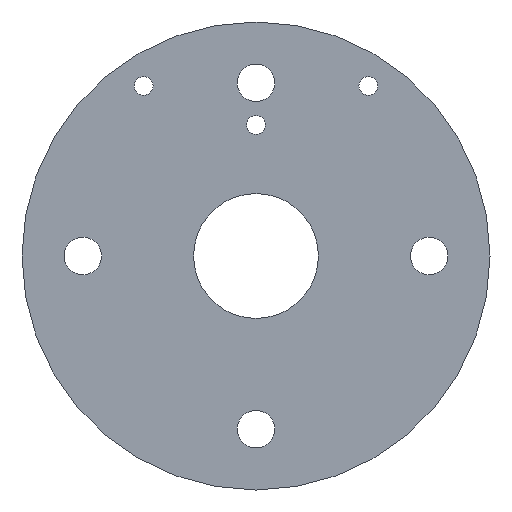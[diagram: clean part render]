
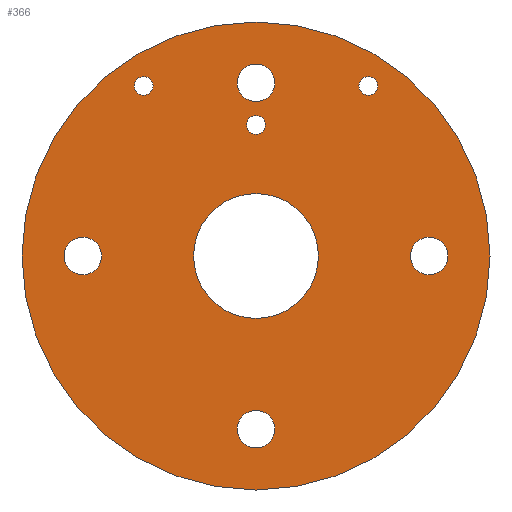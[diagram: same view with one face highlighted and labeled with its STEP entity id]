
A CAD part, front view. The second image highlights one B-rep face of the part: STEP entity #366.
In plain terms, the highlighted planar face has unit normal (0, -1, 0).
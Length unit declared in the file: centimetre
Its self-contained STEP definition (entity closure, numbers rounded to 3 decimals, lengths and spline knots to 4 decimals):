
#105=PLANE('',#411);
#114=VERTEX_POINT('',#502);
#117=VERTEX_POINT('',#510);
#120=VERTEX_POINT('',#518);
#130=VERTEX_POINT('',#542);
#132=VERTEX_POINT('',#548);
#134=VERTEX_POINT('',#554);
#136=VERTEX_POINT('',#560);
#138=VERTEX_POINT('',#566);
#139=VERTEX_POINT('',#569);
#140=CIRCLE('',#368,0.3);
#143=CIRCLE('',#373,0.3);
#146=CIRCLE('',#378,0.3);
#156=CIRCLE('',#392,0.6);
#158=CIRCLE('',#396,2.);
#160=CIRCLE('',#400,0.6);
#162=CIRCLE('',#404,0.6);
#164=CIRCLE('',#408,0.6);
#165=CIRCLE('',#410,7.5);
#166=EDGE_CURVE('',#114,#114,#140,.T.);
#169=EDGE_CURVE('',#117,#117,#143,.T.);
#172=EDGE_CURVE('',#120,#120,#146,.T.);
#182=EDGE_CURVE('',#130,#130,#156,.T.);
#184=EDGE_CURVE('',#132,#132,#158,.T.);
#186=EDGE_CURVE('',#134,#134,#160,.T.);
#188=EDGE_CURVE('',#136,#136,#162,.T.);
#190=EDGE_CURVE('',#138,#138,#164,.T.);
#191=EDGE_CURVE('',#139,#139,#165,.T.);
#235=ORIENTED_EDGE('',*,*,#166,.T.);
#236=ORIENTED_EDGE('',*,*,#169,.T.);
#237=ORIENTED_EDGE('',*,*,#172,.T.);
#238=ORIENTED_EDGE('',*,*,#188,.T.);
#239=ORIENTED_EDGE('',*,*,#184,.T.);
#240=ORIENTED_EDGE('',*,*,#182,.T.);
#241=ORIENTED_EDGE('',*,*,#190,.T.);
#242=ORIENTED_EDGE('',*,*,#186,.T.);
#243=ORIENTED_EDGE('',*,*,#191,.F.);
#287=EDGE_LOOP('',(#235));
#288=EDGE_LOOP('',(#236));
#289=EDGE_LOOP('',(#237));
#290=EDGE_LOOP('',(#238));
#291=EDGE_LOOP('',(#239));
#292=EDGE_LOOP('',(#240));
#293=EDGE_LOOP('',(#241));
#294=EDGE_LOOP('',(#242));
#295=EDGE_LOOP('',(#243));
#339=FACE_BOUND('',#287,.T.);
#340=FACE_BOUND('',#288,.T.);
#341=FACE_BOUND('',#289,.T.);
#342=FACE_BOUND('',#290,.T.);
#343=FACE_BOUND('',#291,.T.);
#344=FACE_BOUND('',#292,.T.);
#345=FACE_BOUND('',#293,.T.);
#346=FACE_BOUND('',#294,.T.);
#347=FACE_BOUND('',#295,.T.);
#366=ADVANCED_FACE('',(#339,#340,#341,#342,#343,#344,#345,#346,#347),#105,
 .F.);
#368=AXIS2_PLACEMENT_3D('',#501,#414,#415);
#373=AXIS2_PLACEMENT_3D('',#509,#424,#425);
#378=AXIS2_PLACEMENT_3D('',#517,#434,#435);
#392=AXIS2_PLACEMENT_3D('',#541,#461,#462);
#396=AXIS2_PLACEMENT_3D('',#547,#469,#470);
#400=AXIS2_PLACEMENT_3D('',#553,#477,#478);
#404=AXIS2_PLACEMENT_3D('',#559,#485,#486);
#408=AXIS2_PLACEMENT_3D('',#565,#493,#494);
#410=AXIS2_PLACEMENT_3D('',#568,#497,#498);
#411=AXIS2_PLACEMENT_3D('',#570,#499,$);
#414=DIRECTION('',(0.,1.,0.));
#415=DIRECTION('',(0.3,0.,0.));
#424=DIRECTION('',(0.,1.,0.));
#425=DIRECTION('',(0.3,0.,0.));
#434=DIRECTION('',(0.,1.,0.));
#435=DIRECTION('',(0.3,0.,0.));
#461=DIRECTION('',(0.,1.,0.));
#462=DIRECTION('',(0.6,0.,0.));
#469=DIRECTION('',(0.,1.,0.));
#470=DIRECTION('',(2.,0.,0.));
#477=DIRECTION('',(0.,1.,0.));
#478=DIRECTION('',(0.6,0.,0.));
#485=DIRECTION('',(0.,1.,0.));
#486=DIRECTION('',(0.6,0.,0.));
#493=DIRECTION('',(0.,1.,0.));
#494=DIRECTION('',(0.6,0.,0.));
#497=DIRECTION('',(0.,1.,0.));
#498=DIRECTION('',(7.5,0.,0.));
#499=DIRECTION('',(0.,1.,0.));
#501=CARTESIAN_POINT('',(3.6,0.,5.45));
#502=CARTESIAN_POINT('',(3.3,0.,5.45));
#509=CARTESIAN_POINT('',(-3.6,0.,5.45));
#510=CARTESIAN_POINT('',(-3.9,0.,5.45));
#517=CARTESIAN_POINT('',(0.,0.,4.2));
#518=CARTESIAN_POINT('',(-0.3,0.,4.2));
#541=CARTESIAN_POINT('',(5.55,0.,0.));
#542=CARTESIAN_POINT('',(6.15,0.,0.));
#547=CARTESIAN_POINT('',(0.,0.,0.));
#548=CARTESIAN_POINT('',(2.,0.,0.));
#553=CARTESIAN_POINT('',(0.,0.,5.55));
#554=CARTESIAN_POINT('',(0.6,0.,5.55));
#559=CARTESIAN_POINT('',(-5.55,0.,0.));
#560=CARTESIAN_POINT('',(-4.95,0.,0.));
#565=CARTESIAN_POINT('',(0.,0.,-5.55));
#566=CARTESIAN_POINT('',(0.6,0.,-5.55));
#568=CARTESIAN_POINT('',(0.,0.,0.));
#569=CARTESIAN_POINT('',(7.5,0.,0.));
#570=CARTESIAN_POINT('',(0.,0.,0.));
